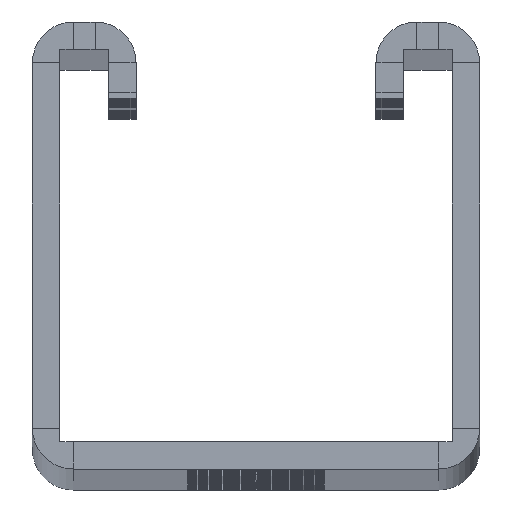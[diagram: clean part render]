
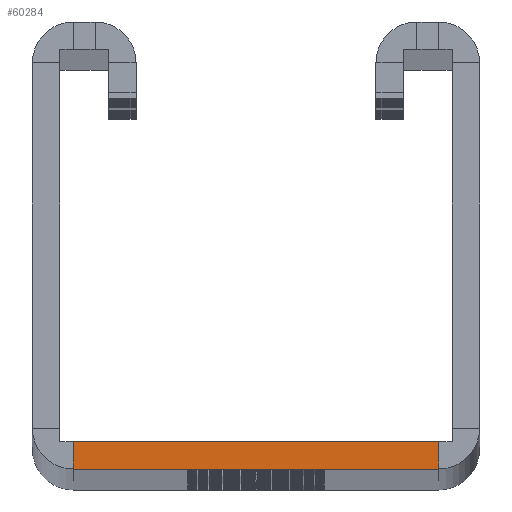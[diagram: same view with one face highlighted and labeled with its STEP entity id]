
A CAD part, top view. The second image highlights one B-rep face of the part: STEP entity #60284.
In plain terms, the highlighted planar face has unit normal (0, 0, 1).
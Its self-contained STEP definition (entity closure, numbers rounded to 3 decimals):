
#1181 = EDGE_CURVE ( 'NONE', #1523, #19699, #18548, .T. ) ;
#1523 = VERTEX_POINT ( 'NONE', #61674 ) ;
#2642 = DIRECTION ( 'NONE',  ( -1., 0., 0. ) ) ;
#3323 = VERTEX_POINT ( 'NONE', #42159 ) ;
#4186 = PLANE ( 'NONE',  #21445 ) ;
#8413 = ORIENTED_EDGE ( 'NONE', *, *, #1181, .F. ) ;
#11693 = EDGE_CURVE ( 'NONE', #3323, #32620, #62385, .T. ) ;
#13748 = DIRECTION ( 'NONE',  ( 0., 0., 1. ) ) ;
#18548 = LINE ( 'NONE', #27119, #59925 ) ;
#18602 = VECTOR ( 'NONE', #60485, 1000. ) ;
#19002 = CARTESIAN_POINT ( 'NONE',  ( -16.75, 0., 0. ) ) ;
#19550 = CARTESIAN_POINT ( 'NONE',  ( -16.75, 2.5, 0. ) ) ;
#19699 = VERTEX_POINT ( 'NONE', #19002 ) ;
#21445 = AXIS2_PLACEMENT_3D ( 'NONE', #62295, #13748, #43017 ) ;
#24094 = FACE_OUTER_BOUND ( 'NONE', #26218, .T. ) ;
#26215 = CARTESIAN_POINT ( 'NONE',  ( 0., 2.5, 0. ) ) ;
#26218 = EDGE_LOOP ( 'NONE', ( #28238, #61914, #8413, #38761 ) ) ;
#27119 = CARTESIAN_POINT ( 'NONE',  ( 0., 0., 0. ) ) ;
#28238 = ORIENTED_EDGE ( 'NONE', *, *, #11693, .T. ) ;
#29897 = EDGE_CURVE ( 'NONE', #32620, #19699, #62600, .T. ) ;
#32620 = VERTEX_POINT ( 'NONE', #57592 ) ;
#38761 = ORIENTED_EDGE ( 'NONE', *, *, #50835, .F. ) ;
#40421 = VECTOR ( 'NONE', #44122, 1000. ) ;
#42159 = CARTESIAN_POINT ( 'NONE',  ( 16.75, 2.5, 0. ) ) ;
#43017 = DIRECTION ( 'NONE',  ( 1., 0., 0. ) ) ;
#44122 = DIRECTION ( 'NONE',  ( 0., -1., 0. ) ) ;
#47505 = LINE ( 'NONE', #55092, #62072 ) ;
#50835 = EDGE_CURVE ( 'NONE', #3323, #1523, #47505, .T. ) ;
#55092 = CARTESIAN_POINT ( 'NONE',  ( 16.75, 2.5, 0. ) ) ;
#57592 = CARTESIAN_POINT ( 'NONE',  ( -16.75, 2.5, 0. ) ) ;
#59925 = VECTOR ( 'NONE', #2642, 1000. ) ;
#59994 = DIRECTION ( 'NONE',  ( 0., -1., 0. ) ) ;
#60284 = ADVANCED_FACE ( 'NONE', ( #24094 ), #4186, .T. ) ;
#60485 = DIRECTION ( 'NONE',  ( -1., 0., 0. ) ) ;
#61674 = CARTESIAN_POINT ( 'NONE',  ( 16.75, 0., 0. ) ) ;
#61914 = ORIENTED_EDGE ( 'NONE', *, *, #29897, .T. ) ;
#62072 = VECTOR ( 'NONE', #59994, 1000. ) ;
#62295 = CARTESIAN_POINT ( 'NONE',  ( -14.75, 37.25, 0. ) ) ;
#62385 = LINE ( 'NONE', #26215, #18602 ) ;
#62600 = LINE ( 'NONE', #19550, #40421 ) ;
